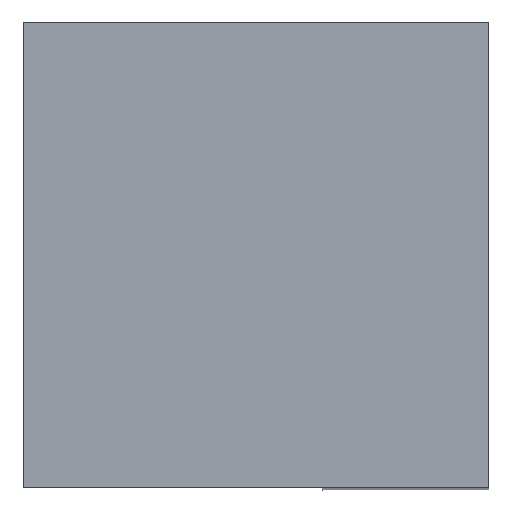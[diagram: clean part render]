
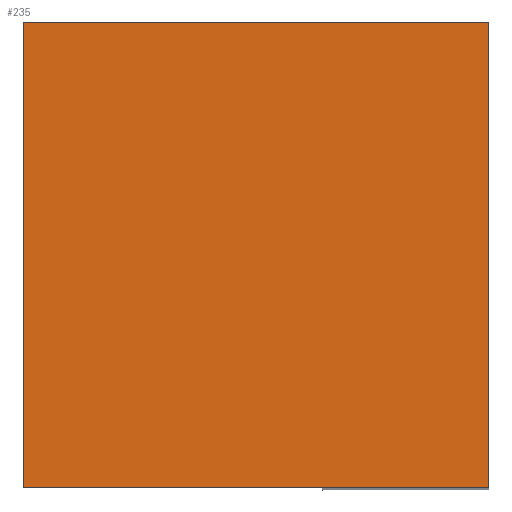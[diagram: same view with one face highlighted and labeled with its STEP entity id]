
A CAD part, top view. The second image highlights one B-rep face of the part: STEP entity #235.
In plain terms, the highlighted planar face has unit normal (0, 0, 1).
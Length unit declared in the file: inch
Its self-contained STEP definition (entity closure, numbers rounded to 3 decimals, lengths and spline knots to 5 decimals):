
#8 = EDGE_LOOP ( 'NONE', ( #401, #59, #32, #201 ) ) ;
#18 = CARTESIAN_POINT ( 'NONE',  ( 4.05, 4.05, 14.25 ) ) ;
#32 = ORIENTED_EDGE ( 'NONE', *, *, #33, .F. ) ;
#33 = EDGE_CURVE ( 'NONE', #76, #159, #170, .T. ) ;
#41 = DIRECTION ( 'NONE',  ( 0., -1., 0. ) ) ;
#58 = FACE_OUTER_BOUND ( 'NONE', #8, .T. ) ;
#59 = ORIENTED_EDGE ( 'NONE', *, *, #203, .F. ) ;
#67 = PLANE ( 'NONE',  #371 ) ;
#76 = VERTEX_POINT ( 'NONE', #189 ) ;
#102 = VECTOR ( 'NONE', #179, 39.37008 ) ;
#113 = CARTESIAN_POINT ( 'NONE',  ( 4.05, 4.75, 14.25 ) ) ;
#116 = LINE ( 'NONE', #146, #345 ) ;
#131 = VECTOR ( 'NONE', #374, 39.37008 ) ;
#146 = CARTESIAN_POINT ( 'NONE',  ( 4.75, 4.75, 14.25 ) ) ;
#159 = VERTEX_POINT ( 'NONE', #385 ) ;
#170 = LINE ( 'NONE', #244, #131 ) ;
#179 = DIRECTION ( 'NONE',  ( 1., 0., 0. ) ) ;
#188 = DIRECTION ( 'NONE',  ( 0., -1., 0. ) ) ;
#189 = CARTESIAN_POINT ( 'NONE',  ( 4.05, 4.75, 14.25 ) ) ;
#196 = DIRECTION ( 'NONE',  ( 0., 0., 1. ) ) ;
#201 = ORIENTED_EDGE ( 'NONE', *, *, #376, .T. ) ;
#203 = EDGE_CURVE ( 'NONE', #159, #435, #116, .T. ) ;
#233 = VECTOR ( 'NONE', #41, 39.37008 ) ;
#235 = ADVANCED_FACE ( 'NONE', ( #58 ), #67, .T. ) ;
#242 = CARTESIAN_POINT ( 'NONE',  ( 4.75, 4.05, 14.25 ) ) ;
#244 = CARTESIAN_POINT ( 'NONE',  ( 4.05, 4.75, 14.25 ) ) ;
#302 = CARTESIAN_POINT ( 'NONE',  ( 4.05, 4.75, 14.25 ) ) ;
#308 = LINE ( 'NONE', #113, #233 ) ;
#315 = LINE ( 'NONE', #18, #102 ) ;
#334 = VERTEX_POINT ( 'NONE', #356 ) ;
#345 = VECTOR ( 'NONE', #188, 39.37008 ) ;
#356 = CARTESIAN_POINT ( 'NONE',  ( 4.05, 4.05, 14.25 ) ) ;
#371 = AXIS2_PLACEMENT_3D ( 'NONE', #302, #196, #430 ) ;
#374 = DIRECTION ( 'NONE',  ( 1., 0., 0. ) ) ;
#376 = EDGE_CURVE ( 'NONE', #76, #334, #308, .T. ) ;
#385 = CARTESIAN_POINT ( 'NONE',  ( 4.75, 4.75, 14.25 ) ) ;
#401 = ORIENTED_EDGE ( 'NONE', *, *, #404, .T. ) ;
#404 = EDGE_CURVE ( 'NONE', #334, #435, #315, .T. ) ;
#430 = DIRECTION ( 'NONE',  ( 1., 0., 0. ) ) ;
#435 = VERTEX_POINT ( 'NONE', #242 ) ;
